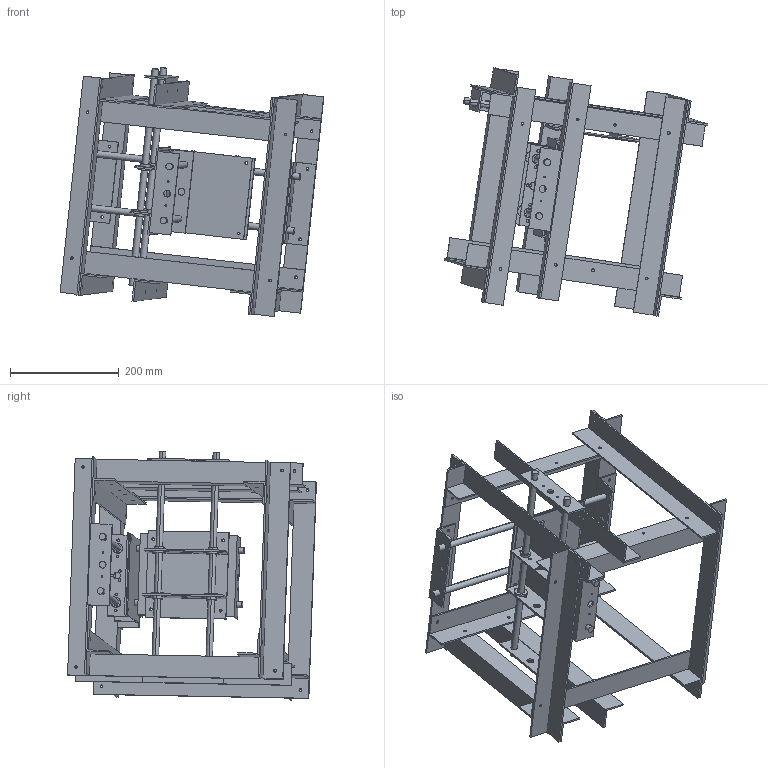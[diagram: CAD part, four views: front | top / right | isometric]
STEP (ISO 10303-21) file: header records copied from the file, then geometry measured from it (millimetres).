
FILE_DESCRIPTION (( 'STEP AP203' ), '1' );
FILE_NAME ('CNCube.STEP', '2012-03-28T03:58:59', ( '' ), ( '' ), 'SwSTEP 2.0', 'SolidWorks 2010', '' );
FILE_SCHEMA (( 'CONFIG_CONTROL_DESIGN' ));
Length unit declared in the file: millimetre
Products named in the file (16): XYFrame; XYFrameAngle; XYFrameMountAngle; YFrameMountAngle; XFrameMountAngle; RoundBar400L12D; Platform; ZFrame; YZPlate; MoveAngle; MoveNutAngle; MountStepperAngle; MountAngle; RoundBar200L12D; SleeveBearing; CNCube
Assembly tree (43 placements, depth 3):
  CNCube
    ZFrame
      MoveNutAngle
      SleeveBearing  x4
      MoveAngle
      RoundBar200L12D  x2
      YZPlate
      MountAngle
      MountStepperAngle
    Platform
      SleeveBearing  x4
      YZPlate
      MoveAngle
      MoveNutAngle
    XYFrame
      XYFrameMountAngle  x4
      YFrameMountAngle  x2
      RoundBar400L12D  x4
      XYFrameAngle  x6
      MountAngle  x2
      MountStepperAngle  x2
      XFrameMountAngle  x2
Bounding box: 484.67 x 457.23 x 457.5 mm (x, y, z)
Volume: 1952585.5 mm3; surface area: 1325896.1 mm2
Topology: 40 solids, 40 shells, 608 faces, 1560 edges, 1040 vertices
Faces by surface type: cylinder 368, plane 240
Entity records: 9172 total; most frequent: DIRECTION 1276, CARTESIAN_POINT 1130, ORIENTED_EDGE 1056, EDGE_CURVE 528, AXIS2_PLACEMENT_3D 498, VERTEX_POINT 352, EDGE_LOOP 318, LINE 280
